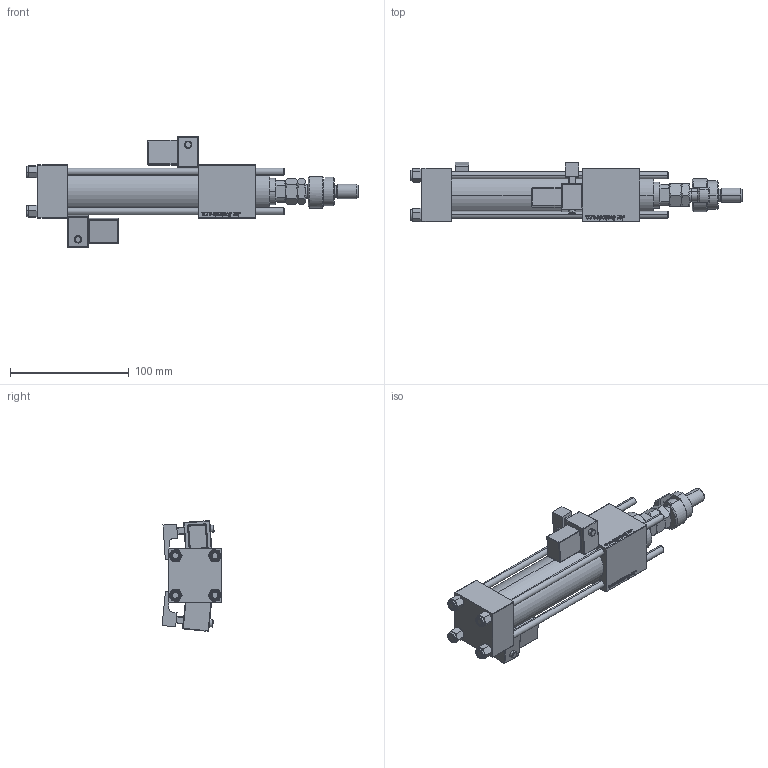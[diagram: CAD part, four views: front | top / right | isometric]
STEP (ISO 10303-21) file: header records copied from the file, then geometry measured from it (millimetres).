
FILE_DESCRIPTION (( 'STEP AP203' ), '1' );
FILE_NAME ('f9f3.STEP', '2022-04-14T23:43:32', ( '' ), ( '' ), 'SwSTEP 2.0', 'SolidWorks 2019', '' );
FILE_SCHEMA (( 'CONFIG_CONTROL_DESIGN' ));
Length unit declared in the file: millimetre
Products named in the file (10): V215CR_MSU 5ec80ea0d255684c6e20fc800816c868; V215CR_VCP_B 5ec80ea0d255684c6e20fc800816c868; V215_VC_A 5ec80ea0d255684c6e20fc800816c868; V215CR_B-1 5ec80ea0d255684c6e20fc800816c868; V215CR_B_TYCINKA 5ec80ea0d255684c6e20fc800816c868; f9f3; FEMALE_PART_FOR_DFA 5ec80ea0d255684c6e20fc800816c868; NUT_M5_B 5ec80ea0d255684c6e20fc800816c868; MFA 5ec80ea0d255684c6e20fc800816c868; DFA 5ec80ea0d255684c6e20fc800816c868
Assembly tree (16 placements, depth 3):
  f9f3
    V215CR_B-1 5ec80ea0d255684c6e20fc800816c868
    V215CR_VCP_B 5ec80ea0d255684c6e20fc800816c868
    NUT_M5_B 5ec80ea0d255684c6e20fc800816c868  x4
    V215CR_B_TYCINKA 5ec80ea0d255684c6e20fc800816c868  x4
    V215_VC_A 5ec80ea0d255684c6e20fc800816c868
    DFA 5ec80ea0d255684c6e20fc800816c868
      FEMALE_PART_FOR_DFA 5ec80ea0d255684c6e20fc800816c868
      MFA 5ec80ea0d255684c6e20fc800816c868
    V215CR_MSU 5ec80ea0d255684c6e20fc800816c868  x2
Bounding box: 279 x 50.4 x 93.13 mm (x, y, z)
Volume: 322212.9 mm3; surface area: 117762 mm2
Topology: 15 solids, 15 shells, 1399 faces, 3488 edges, 2209 vertices
Faces by surface type: plane 519, bspline 504, cone 176, cylinder 152, torus 24, sphere 24
Entity records: 61898 total; most frequent: CARTESIAN_POINT 35140, ORIENTED_EDGE 6074, DIRECTION 3693, EDGE_CURVE 3037, VERTEX_POINT 1965, VECTOR 1607, LINE 1607, EDGE_LOOP 1330
